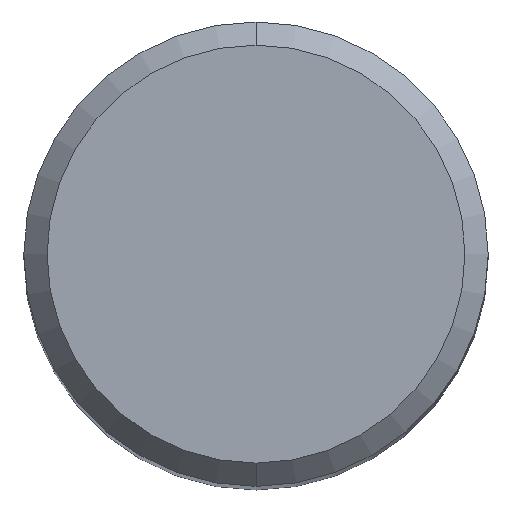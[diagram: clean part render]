
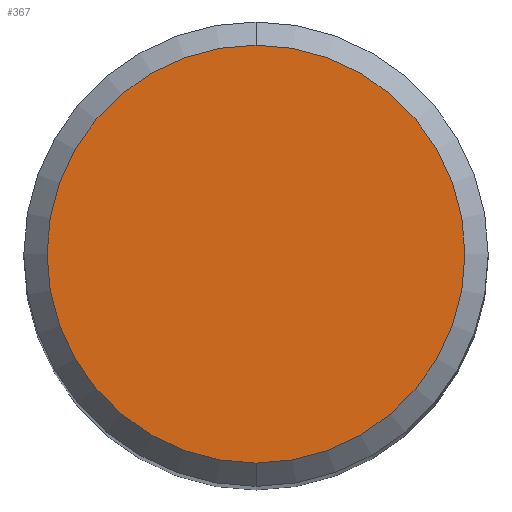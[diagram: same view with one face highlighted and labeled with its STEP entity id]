
A CAD part, top view. The second image highlights one B-rep face of the part: STEP entity #367.
In plain terms, the highlighted planar face has unit normal (0, 0, 1).
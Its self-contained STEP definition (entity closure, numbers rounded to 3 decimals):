
#289=EDGE_CURVE('',#373,#329,#600,.T.);
#329=VERTEX_POINT('',#643);
#367=ADVANCED_FACE('',(#684),#685,.T.);
#373=VERTEX_POINT('',#691);
#439=EDGE_CURVE('',#329,#373,#763,.T.);
#600=CIRCLE('',#1033,3.6);
#643=CARTESIAN_POINT('',(0.,-3.6,0.0));
#684=FACE_OUTER_BOUND('',#1196,.T.);
#685=PLANE('',#1197);
#691=CARTESIAN_POINT('',(0.0,3.6,0.0));
#763=CIRCLE('',#1376,3.6);
#1033=AXIS2_PLACEMENT_3D('',#1581,#1582,#1583);
#1196=EDGE_LOOP('',(#1655,#1656));
#1197=AXIS2_PLACEMENT_3D('',#1657,#1658,#1659);
#1376=AXIS2_PLACEMENT_3D('',#1737,#1738,#1739);
#1581=CARTESIAN_POINT('',(0.0,0.0,0.0));
#1582=DIRECTION('',(0.0,0.0,-1.0));
#1583=DIRECTION('',(0.0,1.0,0.0));
#1655=ORIENTED_EDGE('',*,*,#289,.F.);
#1656=ORIENTED_EDGE('',*,*,#439,.F.);
#1657=CARTESIAN_POINT('',(0.0,1.8,0.0));
#1658=DIRECTION('',(-0.0,0.0,1.0));
#1659=DIRECTION('',(0.0,-1.0,0.0));
#1737=CARTESIAN_POINT('',(0.0,0.0,0.0));
#1738=DIRECTION('',(0.0,0.0,-1.0));
#1739=DIRECTION('',(0.0,1.0,0.0));
